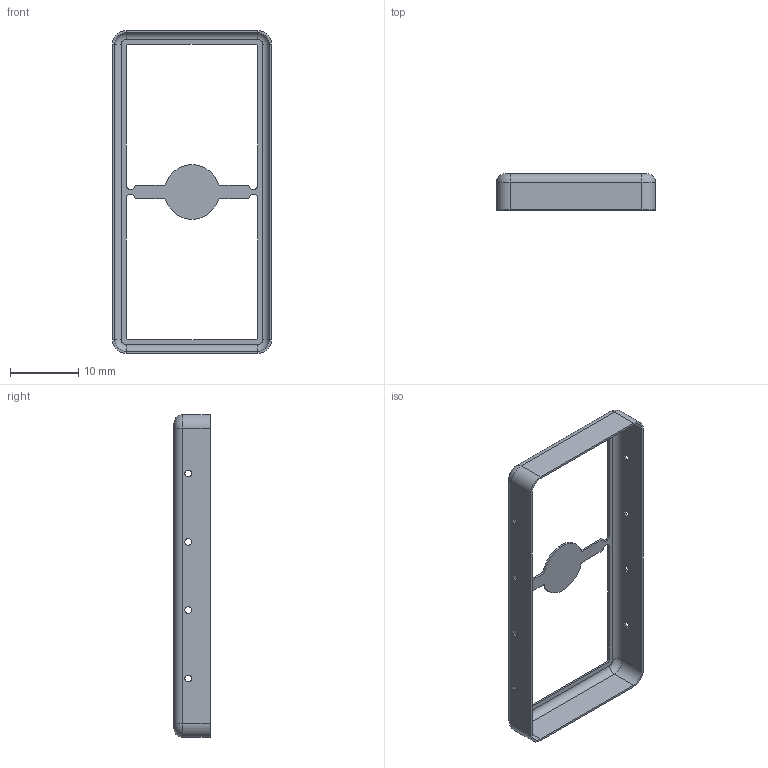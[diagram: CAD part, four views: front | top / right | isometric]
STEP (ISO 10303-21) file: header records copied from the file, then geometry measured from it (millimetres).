
FILE_DESCRIPTION (( 'STEP AP203' ), '1' );
FILE_NAME ('MS473-10F.step', '2020-11-16T08:54:01', ( '' ), ( '' ), 'SwSTEP 2.0', 'SolidWorks 2018', '' );
FILE_SCHEMA (( 'CONFIG_CONTROL_DESIGN' ));
Length unit declared in the file: millimetre
Products named in the file (1): MS473-10F
Bounding box: 23.3 x 5.3 x 47.3 mm (x, y, z)
Volume: 283 mm3; surface area: 1985.4 mm2
Topology: 1 solids, 1 shells, 89 faces, 229 edges, 142 vertices
Faces by surface type: cylinder 53, plane 28, torus 8
Entity records: 2838 total; most frequent: DIRECTION 523, CARTESIAN_POINT 461, ORIENTED_EDGE 458, EDGE_CURVE 229, AXIS2_PLACEMENT_3D 204, VERTEX_POINT 142, LINE 115, VECTOR 115
